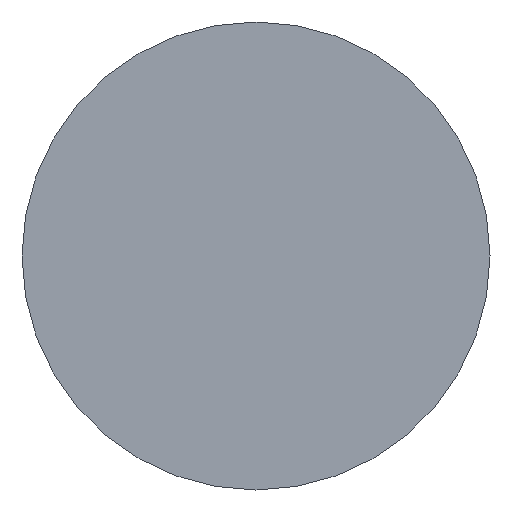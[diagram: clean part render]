
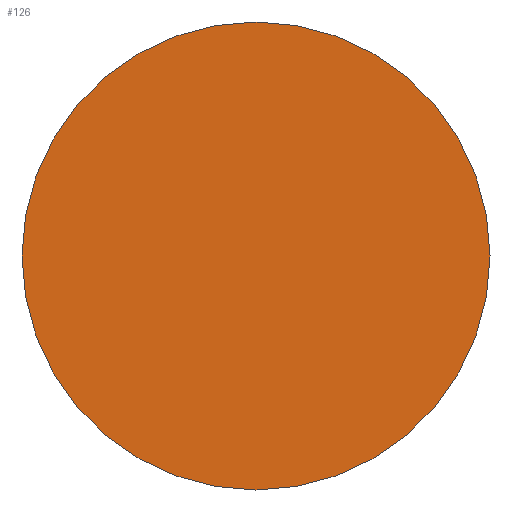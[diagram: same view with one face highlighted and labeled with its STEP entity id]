
A CAD part, front view. The second image highlights one B-rep face of the part: STEP entity #126.
In plain terms, the highlighted planar face has unit normal (0, -1, 0).
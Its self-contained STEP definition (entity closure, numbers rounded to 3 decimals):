
#25=FACE_OUTER_BOUND('',#35,.T.);
#35=EDGE_LOOP('',(#91));
#48=CIRCLE('',#151,8.);
#64=VERTEX_POINT('',#232);
#75=EDGE_CURVE('',#64,#64,#48,.T.);
#91=ORIENTED_EDGE('',*,*,#75,.F.);
#123=PLANE('',#150);
#126=ADVANCED_FACE('',(#25),#123,.F.);
#150=AXIS2_PLACEMENT_3D('',#231,#178,#179);
#151=AXIS2_PLACEMENT_3D('',#233,#180,#181);
#178=DIRECTION('center_axis',(0.,1.,0.));
#179=DIRECTION('ref_axis',(0.,0.,1.));
#180=DIRECTION('center_axis',(0.,1.,0.));
#181=DIRECTION('ref_axis',(0.,0.,1.));
#231=CARTESIAN_POINT('Origin',(0.,0.,0.));
#232=CARTESIAN_POINT('',(0.,0.,-8.));
#233=CARTESIAN_POINT('Origin',(0.,0.,0.));
